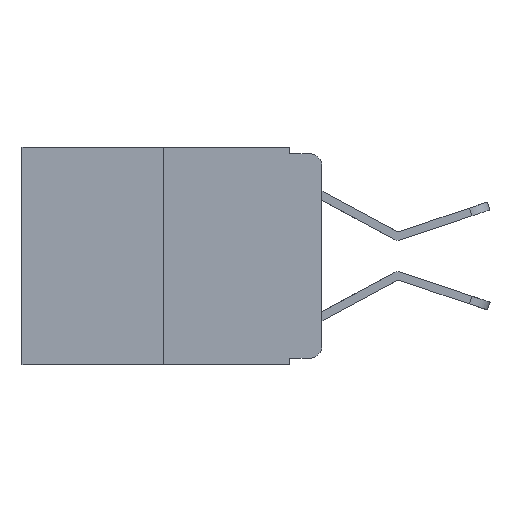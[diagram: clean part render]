
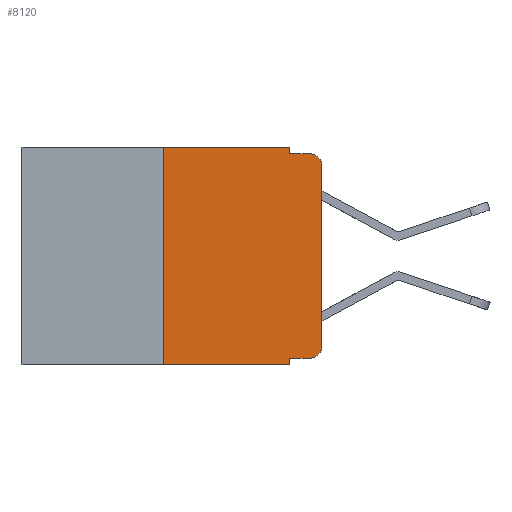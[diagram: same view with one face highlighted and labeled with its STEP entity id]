
A CAD part, left-side view. The second image highlights one B-rep face of the part: STEP entity #8120.
In plain terms, the highlighted planar face has unit normal (-1, 0, 0).
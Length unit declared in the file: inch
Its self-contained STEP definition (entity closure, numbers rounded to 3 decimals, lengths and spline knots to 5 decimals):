
#109 = EDGE_CURVE ( 'NONE', #6401, #12093, #5140, .T. ) ;
#209 = CARTESIAN_POINT ( 'NONE',  ( 0., 0.25, 0. ) ) ;
#346 = DIRECTION ( 'NONE',  ( 0., 0., 1. ) ) ;
#383 = DIRECTION ( 'NONE',  ( 0., 0., -1. ) ) ;
#557 = LINE ( 'NONE', #4517, #4358 ) ;
#643 = VECTOR ( 'NONE', #383, 39.37008 ) ;
#997 = VECTOR ( 'NONE', #346, 39.37008 ) ;
#1182 = CARTESIAN_POINT ( 'NONE',  ( 0., 0.051, 0. ) ) ;
#1387 = DIRECTION ( 'NONE',  ( 0., 0., -1. ) ) ;
#1510 = DIRECTION ( 'NONE',  ( 0., -1., 0. ) ) ;
#1800 = VERTEX_POINT ( 'NONE', #5750 ) ;
#1964 = ORIENTED_EDGE ( 'NONE', *, *, #4033, .T. ) ;
#1972 = EDGE_CURVE ( 'NONE', #8428, #10746, #12080, .T. ) ;
#1994 = CARTESIAN_POINT ( 'NONE',  ( 0., 0.051, -0.01 ) ) ;
#2017 = AXIS2_PLACEMENT_3D ( 'NONE', #11326, #5337, #1387 ) ;
#2190 = CARTESIAN_POINT ( 'NONE',  ( 0., 0.02, -0.313 ) ) ;
#2305 = CARTESIAN_POINT ( 'NONE',  ( 0., 0.051, 0. ) ) ;
#2605 = AXIS2_PLACEMENT_3D ( 'NONE', #5069, #9072, #11124 ) ;
#2820 = VERTEX_POINT ( 'NONE', #8971 ) ;
#2999 = VECTOR ( 'NONE', #3236, 39.37008 ) ;
#3098 = DIRECTION ( 'NONE',  ( 0., 0., -1. ) ) ;
#3236 = DIRECTION ( 'NONE',  ( 0., 0., 1. ) ) ;
#3286 = FACE_OUTER_BOUND ( 'NONE', #9550, .T. ) ;
#3386 = DIRECTION ( 'NONE',  ( 0., -1., 0. ) ) ;
#3435 = VERTEX_POINT ( 'NONE', #7822 ) ;
#3463 = ORIENTED_EDGE ( 'NONE', *, *, #4082, .F. ) ;
#3544 = VERTEX_POINT ( 'NONE', #10994 ) ;
#3774 = ORIENTED_EDGE ( 'NONE', *, *, #12888, .F. ) ;
#4033 = EDGE_CURVE ( 'NONE', #3435, #8428, #11608, .T. ) ;
#4082 = EDGE_CURVE ( 'NONE', #12093, #10746, #5622, .T. ) ;
#4144 = VECTOR ( 'NONE', #1510, 39.37008 ) ;
#4156 = PLANE ( 'NONE',  #2017 ) ;
#4355 = VECTOR ( 'NONE', #12806, 39.37008 ) ;
#4358 = VECTOR ( 'NONE', #8582, 39.37008 ) ;
#4517 = CARTESIAN_POINT ( 'NONE',  ( 0., 0.473, 0. ) ) ;
#4532 = VERTEX_POINT ( 'NONE', #9885 ) ;
#4921 = ORIENTED_EDGE ( 'NONE', *, *, #109, .F. ) ;
#5069 = CARTESIAN_POINT ( 'NONE',  ( 0., 0.02, -0.03 ) ) ;
#5140 = LINE ( 'NONE', #2305, #643 ) ;
#5292 = VECTOR ( 'NONE', #6538, 39.37008 ) ;
#5337 = DIRECTION ( 'NONE',  ( 1., 0., 0. ) ) ;
#5381 = ORIENTED_EDGE ( 'NONE', *, *, #12238, .T. ) ;
#5622 = LINE ( 'NONE', #8764, #4355 ) ;
#5750 = CARTESIAN_POINT ( 'NONE',  ( 0., 0.25, 0. ) ) ;
#6286 = LINE ( 'NONE', #209, #2999 ) ;
#6309 = LINE ( 'NONE', #12428, #12241 ) ;
#6401 = VERTEX_POINT ( 'NONE', #1182 ) ;
#6538 = DIRECTION ( 'NONE',  ( 0., 0., -1. ) ) ;
#6795 = ORIENTED_EDGE ( 'NONE', *, *, #8695, .F. ) ;
#7093 = CARTESIAN_POINT ( 'NONE',  ( 0., 0., -0.03 ) ) ;
#7122 = CARTESIAN_POINT ( 'NONE',  ( 0., 0.473, -0.343 ) ) ;
#7441 = CARTESIAN_POINT ( 'NONE',  ( 0., 0.051, 0. ) ) ;
#7561 = ORIENTED_EDGE ( 'NONE', *, *, #10082, .T. ) ;
#7593 = EDGE_CURVE ( 'NONE', #3544, #1800, #6286, .T. ) ;
#7822 = CARTESIAN_POINT ( 'NONE',  ( 0., 0., -0.313 ) ) ;
#8120 = ADVANCED_FACE ( 'NONE', ( #3286 ), #4156, .F. ) ;
#8428 = VERTEX_POINT ( 'NONE', #7093 ) ;
#8582 = DIRECTION ( 'NONE',  ( 0., -1., 0. ) ) ;
#8695 = EDGE_CURVE ( 'NONE', #12125, #2820, #12530, .T. ) ;
#8764 = CARTESIAN_POINT ( 'NONE',  ( 0., 0.051, -0.01 ) ) ;
#8971 = CARTESIAN_POINT ( 'NONE',  ( 0., 0.051, -0.343 ) ) ;
#9072 = DIRECTION ( 'NONE',  ( -1., 0., 0. ) ) ;
#9550 = EDGE_LOOP ( 'NONE', ( #1964, #10322, #3463, #4921, #3774, #11987, #12023, #6795, #7561, #5381 ) ) ;
#9827 = CARTESIAN_POINT ( 'NONE',  ( 0., 0.051, -0.333 ) ) ;
#9885 = CARTESIAN_POINT ( 'NONE',  ( 0., 0.02, -0.333 ) ) ;
#10082 = EDGE_CURVE ( 'NONE', #12125, #4532, #6309, .T. ) ;
#10290 = LINE ( 'NONE', #7122, #4144 ) ;
#10304 = CARTESIAN_POINT ( 'NONE',  ( 0., 0., 0. ) ) ;
#10322 = ORIENTED_EDGE ( 'NONE', *, *, #1972, .T. ) ;
#10450 = CIRCLE ( 'NONE', #12143, 0.02 ) ;
#10746 = VERTEX_POINT ( 'NONE', #12977 ) ;
#10994 = CARTESIAN_POINT ( 'NONE',  ( 0., 0.25, -0.343 ) ) ;
#11124 = DIRECTION ( 'NONE',  ( 0., 0., -1. ) ) ;
#11274 = DIRECTION ( 'NONE',  ( -1., 0., 0. ) ) ;
#11326 = CARTESIAN_POINT ( 'NONE',  ( 0., 0.473, 0. ) ) ;
#11608 = LINE ( 'NONE', #10304, #997 ) ;
#11987 = ORIENTED_EDGE ( 'NONE', *, *, #7593, .F. ) ;
#12023 = ORIENTED_EDGE ( 'NONE', *, *, #12253, .T. ) ;
#12080 = CIRCLE ( 'NONE', #2605, 0.02 ) ;
#12093 = VERTEX_POINT ( 'NONE', #1994 ) ;
#12125 = VERTEX_POINT ( 'NONE', #9827 ) ;
#12143 = AXIS2_PLACEMENT_3D ( 'NONE', #2190, #11274, #3098 ) ;
#12238 = EDGE_CURVE ( 'NONE', #4532, #3435, #10450, .T. ) ;
#12241 = VECTOR ( 'NONE', #3386, 39.37008 ) ;
#12253 = EDGE_CURVE ( 'NONE', #3544, #2820, #10290, .T. ) ;
#12428 = CARTESIAN_POINT ( 'NONE',  ( 0., 0.051, -0.333 ) ) ;
#12530 = LINE ( 'NONE', #7441, #5292 ) ;
#12806 = DIRECTION ( 'NONE',  ( 0., -1., 0. ) ) ;
#12888 = EDGE_CURVE ( 'NONE', #1800, #6401, #557, .T. ) ;
#12977 = CARTESIAN_POINT ( 'NONE',  ( 0., 0.02, -0.01 ) ) ;
